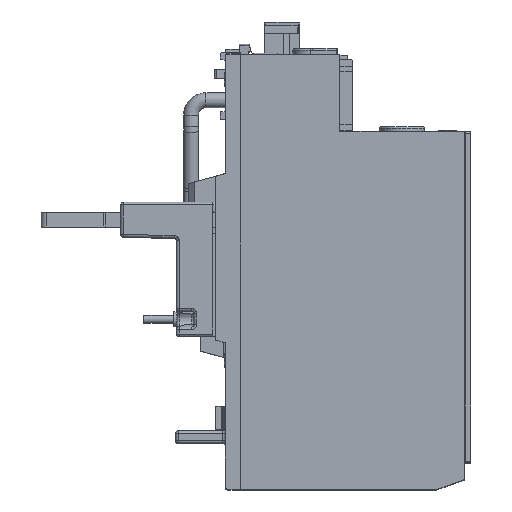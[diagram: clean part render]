
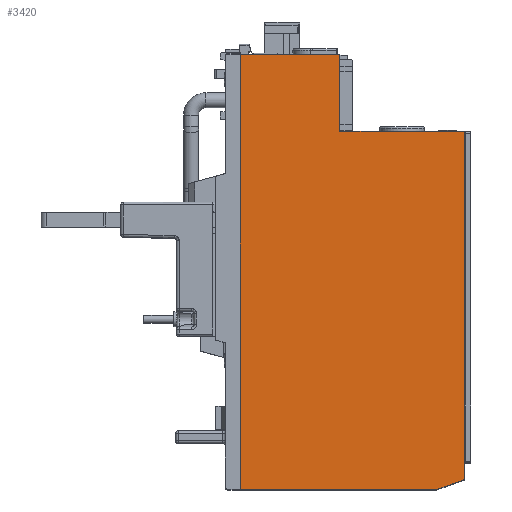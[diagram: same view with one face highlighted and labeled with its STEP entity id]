
A CAD part, top view. The second image highlights one B-rep face of the part: STEP entity #3420.
In plain terms, the highlighted planar face has unit normal (0, 0, 1).
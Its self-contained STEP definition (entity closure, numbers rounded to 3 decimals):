
#2078=PLANE('',#37480);
#3420=ADVANCED_FACE('',(#5169),#2078,.T.);
#5169=FACE_OUTER_BOUND('',#6747,.T.);
#6747=EDGE_LOOP('',(#21823,#21824,#21825,#21826,#21827,#21828,#21829,#21830,
#21831));
#9676=LINE('',#57513,#13765);
#9691=LINE('',#57547,#13780);
#9709=LINE('',#57584,#13798);
#10124=LINE('',#58477,#14213);
#10132=LINE('',#58508,#14221);
#10133=LINE('',#58509,#14222);
#10134=LINE('',#58510,#14223);
#13765=VECTOR('',#44564,1.);
#13780=VECTOR('',#44589,1.);
#13798=VECTOR('',#44615,1.);
#14213=VECTOR('',#45296,1.);
#14221=VECTOR('',#45334,1.);
#14222=VECTOR('',#45335,1.);
#14223=VECTOR('',#45336,1.);
#21823=ORIENTED_EDGE('',*,*,#32863,.F.);
#21824=ORIENTED_EDGE('',*,*,#32375,.F.);
#21825=ORIENTED_EDGE('',*,*,#32864,.F.);
#21826=ORIENTED_EDGE('',*,*,#32391,.T.);
#21827=ORIENTED_EDGE('',*,*,#32409,.T.);
#21828=ORIENTED_EDGE('',*,*,#32865,.T.);
#21829=ORIENTED_EDGE('',*,*,#32849,.F.);
#21830=ORIENTED_EDGE('',*,*,#32848,.T.);
#21831=ORIENTED_EDGE('',*,*,#32866,.T.);
#27074=VERTEX_POINT('',#57508);
#27076=VERTEX_POINT('',#57512);
#27090=VERTEX_POINT('',#57546);
#27091=VERTEX_POINT('',#57548);
#27105=VERTEX_POINT('',#57583);
#27445=VERTEX_POINT('',#58472);
#27447=VERTEX_POINT('',#58476);
#27448=VERTEX_POINT('',#58480);
#27455=VERTEX_POINT('',#58507);
#32375=EDGE_CURVE('',#27076,#27074,#9676,.T.);
#32391=EDGE_CURVE('',#27091,#27090,#9691,.T.);
#32409=EDGE_CURVE('',#27090,#27105,#9709,.T.);
#32848=EDGE_CURVE('',#27445,#27447,#10124,.T.);
#32849=EDGE_CURVE('',#27445,#27448,#35072,.T.);
#32863=EDGE_CURVE('',#27074,#27455,#35079,.T.);
#32864=EDGE_CURVE('',#27091,#27076,#10132,.T.);
#32865=EDGE_CURVE('',#27105,#27448,#10133,.T.);
#32866=EDGE_CURVE('',#27447,#27455,#10134,.T.);
#35072=CIRCLE('',#37466,0.3);
#35079=CIRCLE('',#37479,0.3);
#37466=AXIS2_PLACEMENT_3D('',#58479,#45299,#45300);
#37479=AXIS2_PLACEMENT_3D('',#58506,#45332,#45333);
#37480=AXIS2_PLACEMENT_3D('',#58511,#45337,#45338);
#44564=DIRECTION('',(1.,0.,0.));
#44589=DIRECTION('',(1.,0.,0.));
#44615=DIRECTION('',(0.94,0.342,0.));
#45296=DIRECTION('',(-1.,0.,0.));
#45299=DIRECTION('',(0.,0.,-1.));
#45300=DIRECTION('',(0.707,0.707,0.));
#45332=DIRECTION('',(0.,0.,-1.));
#45333=DIRECTION('',(0.707,0.707,0.));
#45334=DIRECTION('',(0.,1.,0.));
#45335=DIRECTION('',(0.,1.,0.));
#45336=DIRECTION('',(0.,1.,0.));
#45337=DIRECTION('',(0.,0.,1.));
#45338=DIRECTION('',(-1.,0.,0.));
#57508=CARTESIAN_POINT('',(19.7,87.4,27.5));
#57512=CARTESIAN_POINT('',(0.,87.4,27.5));
#57513=CARTESIAN_POINT('',(0.,87.4,27.5));
#57546=CARTESIAN_POINT('',(39.505,0.,27.5));
#57547=CARTESIAN_POINT('',(0.,0.,27.5));
#57548=CARTESIAN_POINT('',(0.,0.,27.5));
#57583=CARTESIAN_POINT('',(45.,2.,27.5));
#57584=CARTESIAN_POINT('',(41.961,0.894,27.5));
#58472=CARTESIAN_POINT('',(44.7,72.,27.5));
#58476=CARTESIAN_POINT('',(20.,72.,27.5));
#58477=CARTESIAN_POINT('',(45.,72.,27.5));
#58479=CARTESIAN_POINT('',(44.7,71.7,27.5));
#58480=CARTESIAN_POINT('',(45.,71.7,27.5));
#58506=CARTESIAN_POINT('',(19.7,87.1,27.5));
#58507=CARTESIAN_POINT('',(20.,87.1,27.5));
#58508=CARTESIAN_POINT('',(0.,86.5,27.5));
#58509=CARTESIAN_POINT('',(45.,0.,27.5));
#58510=CARTESIAN_POINT('',(20.,72.,27.5));
#58511=CARTESIAN_POINT('',(10.,79.25,27.5));
